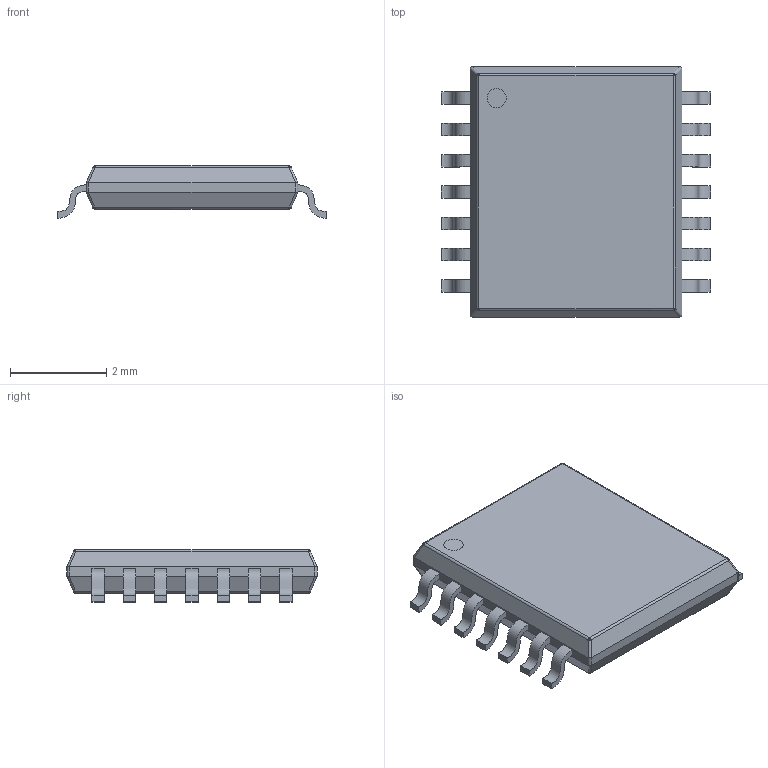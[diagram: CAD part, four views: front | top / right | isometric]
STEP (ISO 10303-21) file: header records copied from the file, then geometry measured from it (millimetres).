
FILE_DESCRIPTION(('for SolidWorks'),'2;1');
FILE_NAME('tssop-14.step','2016-08-22T10:25:35', ('Serg'),(''),'Open CASCADE STEP processor 6.6','DipTrace','Unknown');
FILE_SCHEMA(('AUTOMOTIVE_DESIGN { 1 0 10303 214 1 1 1 1 }'));
Length unit declared in the file: millimetre
Products named in the file (3): ASSEMBLY; tssop-14; tssop-14_001
Assembly tree (2 placements, depth 2):
  ASSEMBLY
    tssop-14
    tssop-14_001
Bounding box: 5.6 x 5.2 x 1.09 mm (x, y, z)
Volume: 20.1 mm3; surface area: 70.1 mm2
Topology: 15 solids, 15 shells, 136 faces, 299 edges, 186 vertices
Faces by surface type: bspline 72, plane 43, cylinder 21
Full cylindrical faces by diameter (mm): 0.4 x1
Entity records: 4993 total; most frequent: CARTESIAN_POINT 2184, ORIENTED_EDGE 582, EDGE_CURVE 291, DIRECTION 235, B_SPLINE_CURVE_WITH_KNOTS 204, VERTEX_POINT 186, FACE_BOUND 137, EDGE_LOOP 137
